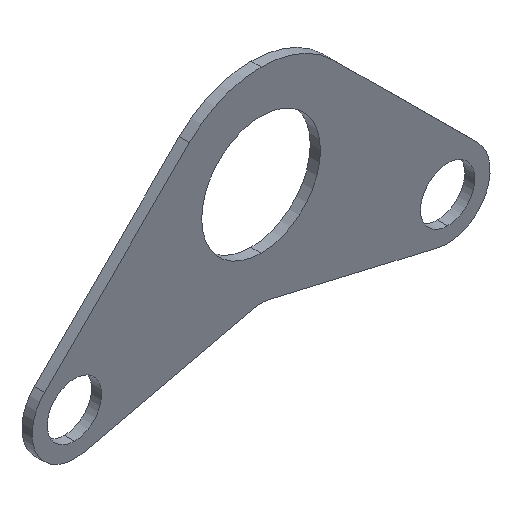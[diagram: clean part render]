
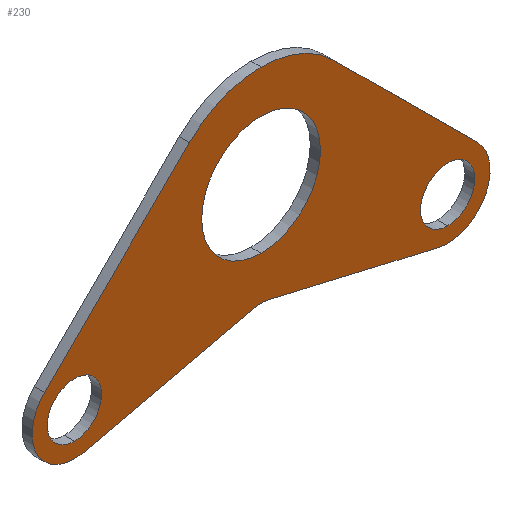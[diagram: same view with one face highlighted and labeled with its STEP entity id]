
A CAD part, isometric view. The second image highlights one B-rep face of the part: STEP entity #230.
In plain terms, the highlighted planar face has unit normal (0, -1, 0).
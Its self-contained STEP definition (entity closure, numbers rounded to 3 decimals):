
#6 = DIRECTION ( 'NONE',  ( 0., 1., 0. ) ) ;
#10 = AXIS2_PLACEMENT_3D ( 'NONE', #389, #196, #588 ) ;
#13 = VERTEX_POINT ( 'NONE', #345 ) ;
#16 = CARTESIAN_POINT ( 'NONE',  ( 0., 0., -8.054 ) ) ;
#17 = CARTESIAN_POINT ( 'NONE',  ( 0., 0., 0. ) ) ;
#21 = EDGE_CURVE ( 'NONE', #569, #633, #205, .T. ) ;
#23 = DIRECTION ( 'NONE',  ( 0., 0., 1. ) ) ;
#26 = AXIS2_PLACEMENT_3D ( 'NONE', #16, #112, #207 ) ;
#27 = CARTESIAN_POINT ( 'NONE',  ( -10.432, 0., -8.435 ) ) ;
#32 = VERTEX_POINT ( 'NONE', #545 ) ;
#35 = CIRCLE ( 'NONE', #26, 2. ) ;
#36 = DIRECTION ( 'NONE',  ( 0.974, 0., 0.227 ) ) ;
#38 = CIRCLE ( 'NONE', #117, 3.5 ) ;
#39 = DIRECTION ( 'NONE',  ( 0., 1., 0. ) ) ;
#45 = DIRECTION ( 'NONE',  ( 0.709, 0., -0.705 ) ) ;
#54 = EDGE_CURVE ( 'NONE', #78, #13, #429, .T. ) ;
#56 = DIRECTION ( 'NONE',  ( 0., 0., 1. ) ) ;
#72 = AXIS2_PLACEMENT_3D ( 'NONE', #630, #140, #452 ) ;
#76 = DIRECTION ( 'NONE',  ( 0., 0., 1. ) ) ;
#78 = VERTEX_POINT ( 'NONE', #212 ) ;
#81 = CARTESIAN_POINT ( 'NONE',  ( -11., 0., -6. ) ) ;
#83 = ORIENTED_EDGE ( 'NONE', *, *, #322, .F. ) ;
#84 = CARTESIAN_POINT ( 'NONE',  ( 0., 0., 0. ) ) ;
#86 = FACE_BOUND ( 'NONE', #293, .T. ) ;
#99 = VERTEX_POINT ( 'NONE', #604 ) ;
#103 = CARTESIAN_POINT ( 'NONE',  ( -11., 0., -7.6 ) ) ;
#104 = ORIENTED_EDGE ( 'NONE', *, *, #54, .T. ) ;
#106 = VERTEX_POINT ( 'NONE', #27 ) ;
#110 = EDGE_CURVE ( 'NONE', #143, #280, #482, .T. ) ;
#112 = DIRECTION ( 'NONE',  ( 0., 1., 0. ) ) ;
#117 = AXIS2_PLACEMENT_3D ( 'NONE', #84, #497, #56 ) ;
#120 = AXIS2_PLACEMENT_3D ( 'NONE', #559, #161, #76 ) ;
#124 = ORIENTED_EDGE ( 'NONE', *, *, #362, .T. ) ;
#127 = DIRECTION ( 'NONE',  ( 0., 0., 1. ) ) ;
#134 = VERTEX_POINT ( 'NONE', #315 ) ;
#135 = FACE_OUTER_BOUND ( 'NONE', #372, .T. ) ;
#140 = DIRECTION ( 'NONE',  ( 0., 1., 0. ) ) ;
#143 = VERTEX_POINT ( 'NONE', #166 ) ;
#145 = CARTESIAN_POINT ( 'NONE',  ( 11., 0., -6. ) ) ;
#150 = ORIENTED_EDGE ( 'NONE', *, *, #110, .F. ) ;
#153 = DIRECTION ( 'NONE',  ( 0., 1., 0. ) ) ;
#161 = DIRECTION ( 'NONE',  ( 0., 1., 0. ) ) ;
#166 = CARTESIAN_POINT ( 'NONE',  ( 0., 0., 6. ) ) ;
#172 = FACE_BOUND ( 'NONE', #226, .T. ) ;
#179 = EDGE_CURVE ( 'NONE', #106, #288, #622, .T. ) ;
#184 = ORIENTED_EDGE ( 'NONE', *, *, #470, .F. ) ;
#196 = DIRECTION ( 'NONE',  ( 0., 1., 0. ) ) ;
#200 = CIRCLE ( 'NONE', #560, 2.5 ) ;
#201 = VERTEX_POINT ( 'NONE', #469 ) ;
#205 = CIRCLE ( 'NONE', #72, 1.6 ) ;
#207 = DIRECTION ( 'NONE',  ( 0., 0., -1. ) ) ;
#212 = CARTESIAN_POINT ( 'NONE',  ( 0., 0., 3.5 ) ) ;
#220 = ORIENTED_EDGE ( 'NONE', *, *, #463, .T. ) ;
#222 = PLANE ( 'NONE',  #364 ) ;
#224 = DIRECTION ( 'NONE',  ( 0., 0., -1. ) ) ;
#226 = EDGE_LOOP ( 'NONE', ( #597, #124 ) ) ;
#229 = VERTEX_POINT ( 'NONE', #327 ) ;
#230 = ADVANCED_FACE ( 'NONE', ( #172, #86, #275, #135 ), #222, .T. ) ;
#235 = DIRECTION ( 'NONE',  ( 0., 1., 0. ) ) ;
#236 = LINE ( 'NONE', #581, #499 ) ;
#238 = CARTESIAN_POINT ( 'NONE',  ( -4.23, 0., 4.255 ) ) ;
#240 = CIRCLE ( 'NONE', #393, 2.5 ) ;
#245 = ORIENTED_EDGE ( 'NONE', *, *, #392, .T. ) ;
#249 = ORIENTED_EDGE ( 'NONE', *, *, #21, .T. ) ;
#270 = EDGE_CURVE ( 'NONE', #633, #569, #425, .T. ) ;
#275 = FACE_BOUND ( 'NONE', #348, .T. ) ;
#276 = EDGE_CURVE ( 'NONE', #106, #134, #240, .T. ) ;
#279 = CARTESIAN_POINT ( 'NONE',  ( -0.455, 0., -6.106 ) ) ;
#280 = VERTEX_POINT ( 'NONE', #480 ) ;
#284 = ORIENTED_EDGE ( 'NONE', *, *, #408, .F. ) ;
#285 = CARTESIAN_POINT ( 'NONE',  ( -1.328, 0., -5.69 ) ) ;
#288 = VERTEX_POINT ( 'NONE', #279 ) ;
#293 = EDGE_LOOP ( 'NONE', ( #249, #299 ) ) ;
#299 = ORIENTED_EDGE ( 'NONE', *, *, #270, .T. ) ;
#305 = DIRECTION ( 'NONE',  ( 0., 0., 1. ) ) ;
#315 = CARTESIAN_POINT ( 'NONE',  ( -12.763, 0., -4.227 ) ) ;
#322 = EDGE_CURVE ( 'NONE', #134, #479, #236, .T. ) ;
#323 = DIRECTION ( 'NONE',  ( 0., 0., 1. ) ) ;
#325 = VECTOR ( 'NONE', #593, 1000. ) ;
#327 = CARTESIAN_POINT ( 'NONE',  ( 12.763, 0., -4.227 ) ) ;
#331 = CIRCLE ( 'NONE', #387, 1.6 ) ;
#344 = DIRECTION ( 'NONE',  ( 0., 1., 0. ) ) ;
#345 = CARTESIAN_POINT ( 'NONE',  ( 0., 0., -3.5 ) ) ;
#348 = EDGE_LOOP ( 'NONE', ( #245, #104 ) ) ;
#362 = EDGE_CURVE ( 'NONE', #397, #201, #405, .T. ) ;
#364 = AXIS2_PLACEMENT_3D ( 'NONE', #368, #416, #224 ) ;
#368 = CARTESIAN_POINT ( 'NONE',  ( 0., 0., 0. ) ) ;
#372 = EDGE_LOOP ( 'NONE', ( #537, #589, #220, #284, #184, #150, #477, #83, #525 ) ) ;
#375 = CARTESIAN_POINT ( 'NONE',  ( 11., 0., -6. ) ) ;
#387 = AXIS2_PLACEMENT_3D ( 'NONE', #591, #6, #305 ) ;
#389 = CARTESIAN_POINT ( 'NONE',  ( -11., 0., -6. ) ) ;
#392 = EDGE_CURVE ( 'NONE', #13, #78, #38, .T. ) ;
#393 = AXIS2_PLACEMENT_3D ( 'NONE', #81, #39, #323 ) ;
#397 = VERTEX_POINT ( 'NONE', #103 ) ;
#405 = CIRCLE ( 'NONE', #10, 1.6 ) ;
#408 = EDGE_CURVE ( 'NONE', #229, #32, #200, .T. ) ;
#416 = DIRECTION ( 'NONE',  ( 0., -1., 0. ) ) ;
#425 = CIRCLE ( 'NONE', #579, 1.6 ) ;
#429 = CIRCLE ( 'NONE', #556, 3.5 ) ;
#436 = LINE ( 'NONE', #285, #325 ) ;
#451 = DIRECTION ( 'NONE',  ( 0., 0., 1. ) ) ;
#452 = DIRECTION ( 'NONE',  ( 0., 0., 1. ) ) ;
#463 = EDGE_CURVE ( 'NONE', #99, #32, #436, .T. ) ;
#467 = DIRECTION ( 'NONE',  ( 0., 1., 0. ) ) ;
#469 = CARTESIAN_POINT ( 'NONE',  ( -11., 0., -4.4 ) ) ;
#470 = EDGE_CURVE ( 'NONE', #280, #229, #570, .T. ) ;
#477 = ORIENTED_EDGE ( 'NONE', *, *, #571, .F. ) ;
#479 = VERTEX_POINT ( 'NONE', #238 ) ;
#480 = CARTESIAN_POINT ( 'NONE',  ( 4.23, 0., 4.255 ) ) ;
#482 = CIRCLE ( 'NONE', #120, 6. ) ;
#484 = CARTESIAN_POINT ( 'NONE',  ( 4.23, 0., 4.255 ) ) ;
#497 = DIRECTION ( 'NONE',  ( 0., 1., 0. ) ) ;
#499 = VECTOR ( 'NONE', #539, 1000. ) ;
#525 = ORIENTED_EDGE ( 'NONE', *, *, #276, .F. ) ;
#528 = CARTESIAN_POINT ( 'NONE',  ( 1.328, 0., -5.69 ) ) ;
#537 = ORIENTED_EDGE ( 'NONE', *, *, #179, .T. ) ;
#539 = DIRECTION ( 'NONE',  ( 0.709, 0., 0.705 ) ) ;
#545 = CARTESIAN_POINT ( 'NONE',  ( 10.432, 0., -8.435 ) ) ;
#548 = DIRECTION ( 'NONE',  ( 0., 0., 1. ) ) ;
#551 = CARTESIAN_POINT ( 'NONE',  ( 11., 0., -7.6 ) ) ;
#556 = AXIS2_PLACEMENT_3D ( 'NONE', #17, #467, #23 ) ;
#558 = EDGE_CURVE ( 'NONE', #288, #99, #35, .T. ) ;
#559 = CARTESIAN_POINT ( 'NONE',  ( 0., 0., 0. ) ) ;
#560 = AXIS2_PLACEMENT_3D ( 'NONE', #145, #344, #451 ) ;
#569 = VERTEX_POINT ( 'NONE', #600 ) ;
#570 = LINE ( 'NONE', #484, #612 ) ;
#571 = EDGE_CURVE ( 'NONE', #479, #143, #586, .T. ) ;
#579 = AXIS2_PLACEMENT_3D ( 'NONE', #375, #235, #127 ) ;
#581 = CARTESIAN_POINT ( 'NONE',  ( -4.23, 0., 4.255 ) ) ;
#586 = CIRCLE ( 'NONE', #608, 6. ) ;
#588 = DIRECTION ( 'NONE',  ( 0., 0., 1. ) ) ;
#589 = ORIENTED_EDGE ( 'NONE', *, *, #558, .T. ) ;
#591 = CARTESIAN_POINT ( 'NONE',  ( -11., 0., -6. ) ) ;
#593 = DIRECTION ( 'NONE',  ( 0.974, 0., -0.227 ) ) ;
#596 = CARTESIAN_POINT ( 'NONE',  ( 0., 0., 0. ) ) ;
#597 = ORIENTED_EDGE ( 'NONE', *, *, #609, .T. ) ;
#600 = CARTESIAN_POINT ( 'NONE',  ( 11., 0., -4.4 ) ) ;
#604 = CARTESIAN_POINT ( 'NONE',  ( 0.455, 0., -6.106 ) ) ;
#608 = AXIS2_PLACEMENT_3D ( 'NONE', #596, #153, #548 ) ;
#609 = EDGE_CURVE ( 'NONE', #201, #397, #331, .T. ) ;
#612 = VECTOR ( 'NONE', #45, 1000. ) ;
#621 = VECTOR ( 'NONE', #36, 1000. ) ;
#622 = LINE ( 'NONE', #528, #621 ) ;
#630 = CARTESIAN_POINT ( 'NONE',  ( 11., 0., -6. ) ) ;
#633 = VERTEX_POINT ( 'NONE', #551 ) ;
